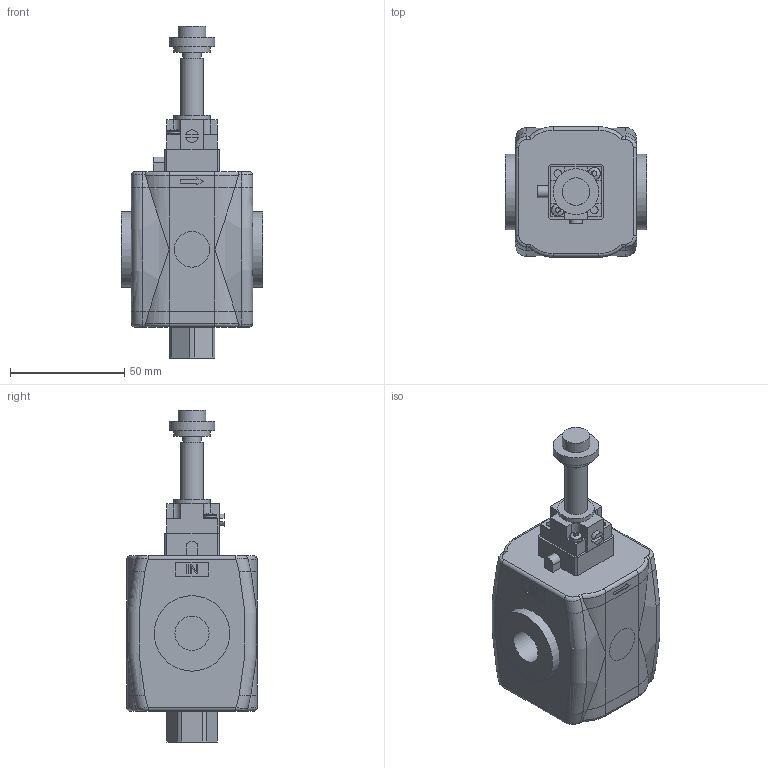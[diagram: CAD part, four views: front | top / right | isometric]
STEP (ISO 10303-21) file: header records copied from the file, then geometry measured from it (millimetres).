
FILE_DESCRIPTION((''),'2;1');
FILE_NAME('#172BVEB2.iam.step','2010-08-23T14:12:33',(''),(''),'Autodesk Inventor 2010','Autodesk Inventor 2010','');
FILE_SCHEMA(('AUTOMOTIVE_DESIGN { 1 0 10303 214 1 1 1 1 }'));
Length unit declared in the file: millimetre
Products named in the file (4): #172BVEB2; #172BVE; M2; VAPTRX3x12
Assembly tree (4 placements, depth 2):
  #172BVEB2
    #172BVE
    M2
    VAPTRX3x12  x2
Bounding box: 62 x 57 x 145.2 mm (x, y, z)
Volume: 221336 mm3; surface area: 28973.4 mm2
Topology: 4 solids, 4 shells, 348 faces, 819 edges, 510 vertices
Faces by surface type: plane 145, cylinder 114, bspline 61, torus 24, cone 2, sphere 2
Full cylindrical faces by diameter (mm): 3 x2, 5.5 x2, 8 x1, 10 x1, 12 x1, 16 x2, 19 x1, 20 x1, 23 x1, 33 x1
Entity records: 9777 total; most frequent: CARTESIAN_POINT 2805, ORIENTED_EDGE 1394, DIRECTION 1314, EDGE_CURVE 697, VERTEX_POINT 453, AXIS2_PLACEMENT_3D 447, VECTOR 420, LINE 420
